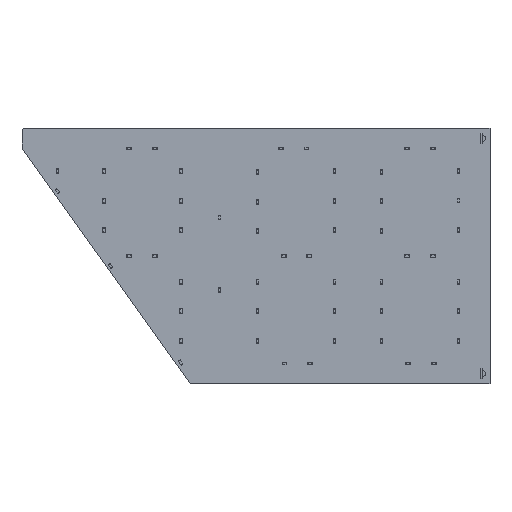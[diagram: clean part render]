
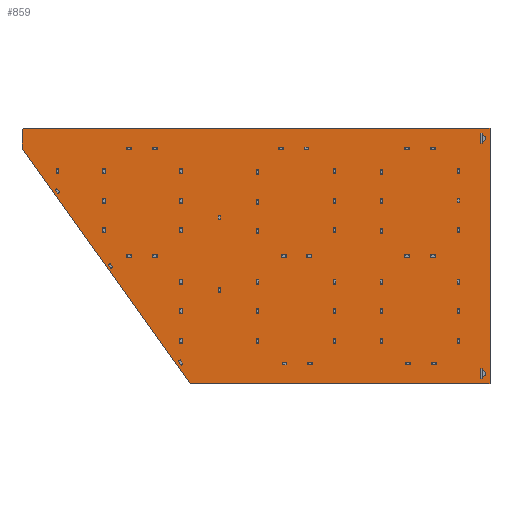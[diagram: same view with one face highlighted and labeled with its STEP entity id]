
A CAD part, top view. The second image highlights one B-rep face of the part: STEP entity #859.
In plain terms, the highlighted planar face has unit normal (0, 0, 1).
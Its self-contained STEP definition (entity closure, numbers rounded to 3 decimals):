
#632 = VERTEX_POINT('',#633);
#633 = CARTESIAN_POINT('',(-97.4,-83.,1.59));
#639 = EDGE_CURVE('',#632,#640,#642,.T.);
#640 = VERTEX_POINT('',#641);
#641 = CARTESIAN_POINT('',(-152.028,-6.52,1.59));
#642 = LINE('',#643,#644);
#643 = CARTESIAN_POINT('',(-97.4,-83.,1.59));
#644 = VECTOR('',#645,1.);
#645 = DIRECTION('',(-0.581,0.814,0.));
#670 = EDGE_CURVE('',#640,#671,#673,.T.);
#671 = VERTEX_POINT('',#672);
#672 = CARTESIAN_POINT('',(-152.,-6.5,1.59));
#673 = LINE('',#674,#675);
#674 = CARTESIAN_POINT('',(-152.028,-6.52,1.59));
#675 = VECTOR('',#676,1.);
#676 = DIRECTION('',(0.814,0.581,0.));
#701 = EDGE_CURVE('',#671,#702,#704,.T.);
#702 = VERTEX_POINT('',#703);
#703 = CARTESIAN_POINT('',(-152.,-1.,1.59));
#704 = LINE('',#705,#706);
#705 = CARTESIAN_POINT('',(-152.,-6.5,1.59));
#706 = VECTOR('',#707,1.);
#707 = DIRECTION('',(0.,1.,0.));
#732 = EDGE_CURVE('',#702,#733,#735,.T.);
#733 = VERTEX_POINT('',#734);
#734 = CARTESIAN_POINT('',(-151.,0.,1.59));
#735 = CIRCLE('',#736,1.);
#736 = AXIS2_PLACEMENT_3D('',#737,#738,#739);
#737 = CARTESIAN_POINT('',(-151.,-1.,1.59));
#738 = DIRECTION('',(0.,0.,-1.));
#739 = DIRECTION('',(-1.,0.,0.));
#765 = EDGE_CURVE('',#733,#766,#768,.T.);
#766 = VERTEX_POINT('',#767);
#767 = CARTESIAN_POINT('',(0.,0.,1.59));
#768 = LINE('',#769,#770);
#769 = CARTESIAN_POINT('',(-151.,0.,1.59));
#770 = VECTOR('',#771,1.);
#771 = DIRECTION('',(1.,0.,0.));
#796 = EDGE_CURVE('',#766,#797,#799,.T.);
#797 = VERTEX_POINT('',#798);
#798 = CARTESIAN_POINT('',(0.,-83.,1.59));
#799 = LINE('',#800,#801);
#800 = CARTESIAN_POINT('',(0.,0.,1.59));
#801 = VECTOR('',#802,1.);
#802 = DIRECTION('',(0.,-1.,0.));
#827 = EDGE_CURVE('',#797,#632,#828,.T.);
#828 = LINE('',#829,#830);
#829 = CARTESIAN_POINT('',(0.,-83.,1.59));
#830 = VECTOR('',#831,1.);
#831 = DIRECTION('',(-1.,0.,0.));
#859 = ADVANCED_FACE('',(#860),#869,.F.);
#860 = FACE_BOUND('',#861,.F.);
#861 = EDGE_LOOP('',(#862,#863,#864,#865,#866,#867,#868));
#862 = ORIENTED_EDGE('',*,*,#639,.T.);
#863 = ORIENTED_EDGE('',*,*,#670,.T.);
#864 = ORIENTED_EDGE('',*,*,#701,.T.);
#865 = ORIENTED_EDGE('',*,*,#732,.T.);
#866 = ORIENTED_EDGE('',*,*,#765,.T.);
#867 = ORIENTED_EDGE('',*,*,#796,.T.);
#868 = ORIENTED_EDGE('',*,*,#827,.T.);
#869 = PLANE('',#870);
#870 = AXIS2_PLACEMENT_3D('',#871,#872,#873);
#871 = CARTESIAN_POINT('',(-66.922,-36.435,1.59));
#872 = DIRECTION('',(-0.,-0.,-1.));
#873 = DIRECTION('',(-1.,0.,0.));
